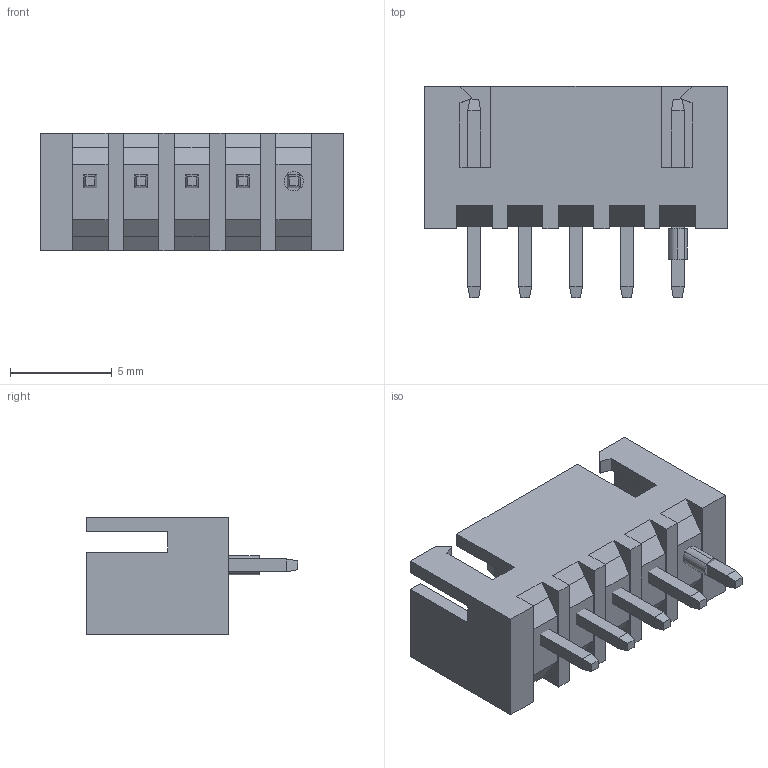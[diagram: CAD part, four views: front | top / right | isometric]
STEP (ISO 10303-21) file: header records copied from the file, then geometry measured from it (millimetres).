
FILE_DESCRIPTION (( 'STEP AP214' ), '1' );
FILE_NAME ('JST-B5B-XH-A.STEP', '2016-09-18T15:01:47', ( 'WoFans' ), ( '' ), 'SwSTEP 2.0', 'SolidWorks 2016', '' );
FILE_SCHEMA (( 'AUTOMOTIVE_DESIGN' ));
Length unit declared in the file: millimetre
Products named in the file (1): JST-B5B-XH-A
Bounding box: 14.9 x 10.4 x 5.75 mm (x, y, z)
Volume: 217.4 mm3; surface area: 806.3 mm2
Topology: 7 solids, 7 shells, 135 faces, 323 edges, 202 vertices
Faces by surface type: plane 130, cylinder 5
Entity records: 3875 total; most frequent: CARTESIAN_POINT 661, ORIENTED_EDGE 646, DIRECTION 605, EDGE_CURVE 323, VECTOR 313, LINE 313, VERTEX_POINT 202, AXIS2_PLACEMENT_3D 146
